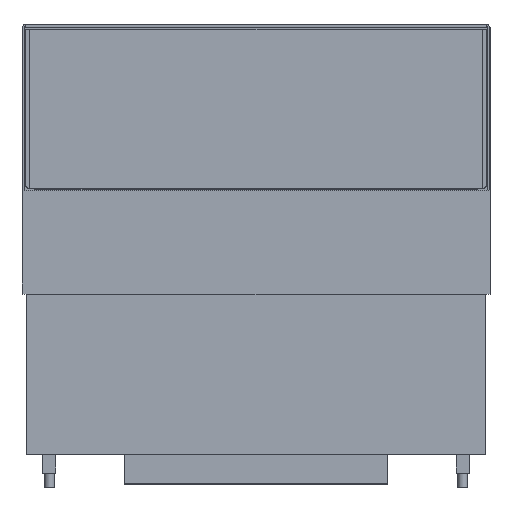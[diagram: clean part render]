
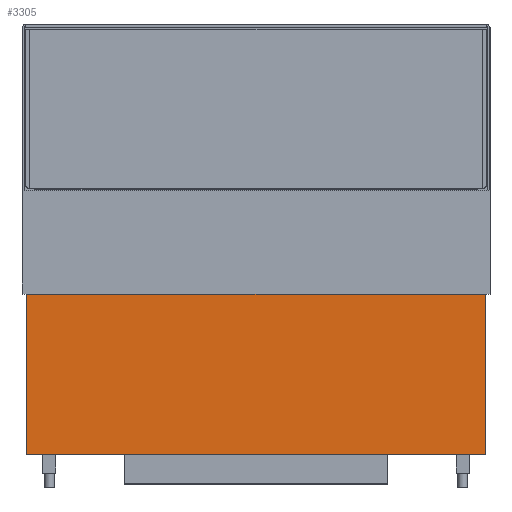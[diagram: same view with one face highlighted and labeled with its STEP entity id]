
A CAD part, top view. The second image highlights one B-rep face of the part: STEP entity #3305.
In plain terms, the highlighted planar face has unit normal (0, 0, 1).
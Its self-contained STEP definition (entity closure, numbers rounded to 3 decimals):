
#744 = VERTEX_POINT ( 'NONE', #4023 ) ;
#1053 = FACE_OUTER_BOUND ( 'NONE', #6634, .T. ) ;
#1688 = EDGE_CURVE ( 'NONE', #8089, #8568, #7905, .T. ) ;
#2012 = ORIENTED_EDGE ( 'NONE', *, *, #13016, .T. ) ;
#2116 = EDGE_CURVE ( 'NONE', #4069, #744, #2351, .T. ) ;
#2351 = LINE ( 'NONE', #7280, #6318 ) ;
#3305 = ADVANCED_FACE ( 'NONE', ( #1053 ), #4018, .F. ) ;
#3485 = ORIENTED_EDGE ( 'NONE', *, *, #9619, .F. ) ;
#4018 = PLANE ( 'NONE',  #7014 ) ;
#4023 = CARTESIAN_POINT ( 'NONE',  ( -713.5, -498., 296.5 ) ) ;
#4069 = VERTEX_POINT ( 'NONE', #7130 ) ;
#4075 = DIRECTION ( 'NONE',  ( 0., 0., -1. ) ) ;
#4493 = CARTESIAN_POINT ( 'NONE',  ( 713.5, -498., 296.5 ) ) ;
#5872 = DIRECTION ( 'NONE',  ( -1., 0., 0. ) ) ;
#6093 = ORIENTED_EDGE ( 'NONE', *, *, #2116, .F. ) ;
#6318 = VECTOR ( 'NONE', #11783, 1000. ) ;
#6634 = EDGE_LOOP ( 'NONE', ( #9957, #3485, #6093, #2012 ) ) ;
#6730 = LINE ( 'NONE', #11543, #7420 ) ;
#7014 = AXIS2_PLACEMENT_3D ( 'NONE', #7499, #4075, #7390 ) ;
#7130 = CARTESIAN_POINT ( 'NONE',  ( 713.5, -498., 296.5 ) ) ;
#7280 = CARTESIAN_POINT ( 'NONE',  ( -713.5, -498., 296.5 ) ) ;
#7390 = DIRECTION ( 'NONE',  ( -1., 0., 0. ) ) ;
#7420 = VECTOR ( 'NONE', #8084, 1000. ) ;
#7499 = CARTESIAN_POINT ( 'NONE',  ( -713.5, -498., 296.5 ) ) ;
#7905 = LINE ( 'NONE', #9233, #9830 ) ;
#8084 = DIRECTION ( 'NONE',  ( 0., 1., 0. ) ) ;
#8089 = VERTEX_POINT ( 'NONE', #13113 ) ;
#8313 = LINE ( 'NONE', #4493, #12832 ) ;
#8568 = VERTEX_POINT ( 'NONE', #9501 ) ;
#9233 = CARTESIAN_POINT ( 'NONE',  ( -713.5, 0., 296.5 ) ) ;
#9501 = CARTESIAN_POINT ( 'NONE',  ( -713.5, 0., 296.5 ) ) ;
#9619 = EDGE_CURVE ( 'NONE', #744, #8568, #6730, .T. ) ;
#9830 = VECTOR ( 'NONE', #5872, 1000. ) ;
#9957 = ORIENTED_EDGE ( 'NONE', *, *, #1688, .T. ) ;
#11138 = DIRECTION ( 'NONE',  ( 0., 1., 0. ) ) ;
#11543 = CARTESIAN_POINT ( 'NONE',  ( -713.5, -498., 296.5 ) ) ;
#11783 = DIRECTION ( 'NONE',  ( -1., 0., 0. ) ) ;
#12832 = VECTOR ( 'NONE', #11138, 1000. ) ;
#13016 = EDGE_CURVE ( 'NONE', #4069, #8089, #8313, .T. ) ;
#13113 = CARTESIAN_POINT ( 'NONE',  ( 713.5, 0., 296.5 ) ) ;
